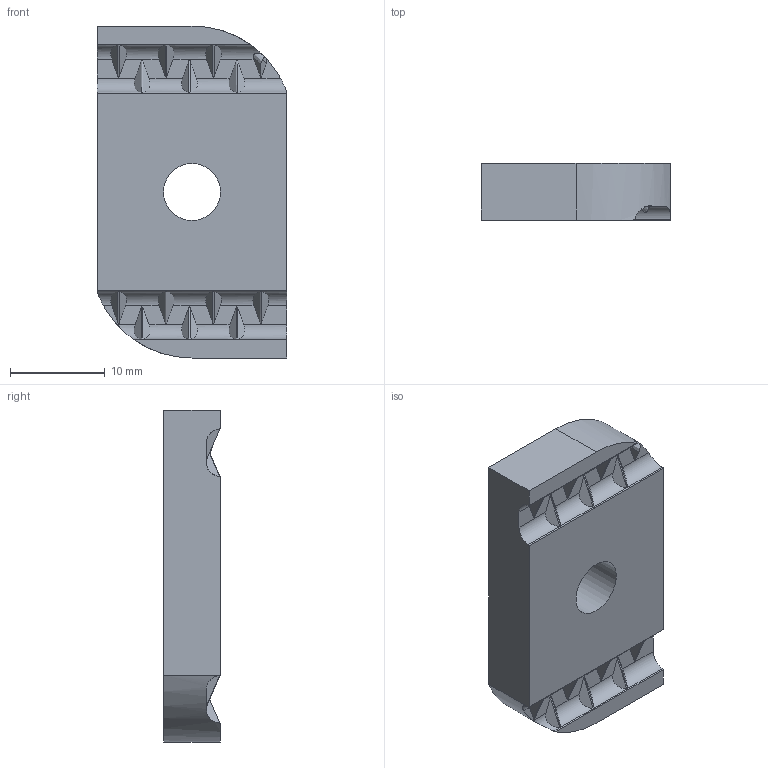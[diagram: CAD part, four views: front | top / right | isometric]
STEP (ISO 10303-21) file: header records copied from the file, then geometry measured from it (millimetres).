
FILE_DESCRIPTION(/* description */ (''),/* implementation_level */ '2;1');
FILE_NAME(/* name */ 'GK6.stp',/* time_stamp */ '2023-05-19T14:18:04+03:00',/* author */ ('man37'),/* organization */ (''),/* preprocessor_version */ 'ST-DEVELOPER v19.2',/* originating_system */ 'Autodesk Inventor 2023',/* authorisation */ '');
FILE_SCHEMA (('AUTOMOTIVE_DESIGN { 1 0 10303 214 3 1 1 }'));
Length unit declared in the file: millimetre
Products named in the file (1): 450210.06 Гайка канальная 
М6, GK6
Bounding box: 20 x 6 x 35 mm (x, y, z)
Volume: 3577.8 mm3; surface area: 2040.4 mm2
Topology: 1 solids, 1 shells, 78 faces, 227 edges, 151 vertices
Faces by surface type: plane 39, cylinder 37, bspline 2
Full cylindrical faces by diameter (mm): 6 x1
Entity records: 3042 total; most frequent: CARTESIAN_POINT 843, ORIENTED_EDGE 454, DIRECTION 441, EDGE_CURVE 227, AXIS2_PLACEMENT_3D 164, VERTEX_POINT 151, LINE 113, VECTOR 113
